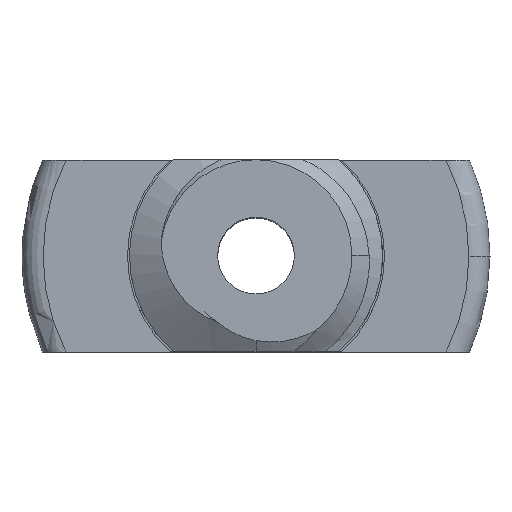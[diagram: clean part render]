
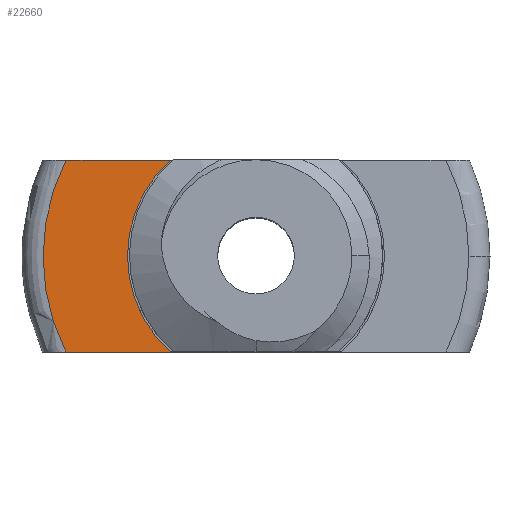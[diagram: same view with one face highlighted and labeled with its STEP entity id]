
A CAD part, top view. The second image highlights one B-rep face of the part: STEP entity #22660.
In plain terms, the highlighted planar face has unit normal (0, 0, 1).
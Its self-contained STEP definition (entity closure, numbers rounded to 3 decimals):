
#5988 = PLANE('',#5989);
#5989 = AXIS2_PLACEMENT_3D('',#5990,#5991,#5992);
#5990 = CARTESIAN_POINT('',(12.5,-2.5,32.665));
#5991 = DIRECTION('',(0.,1.,0.));
#5992 = DIRECTION('',(-1.,0.,0.));
#6777 = PLANE('',#6778);
#6778 = AXIS2_PLACEMENT_3D('',#6779,#6780,#6781);
#6779 = CARTESIAN_POINT('',(-12.5,2.5,32.665));
#6780 = DIRECTION('',(0.,-1.,0.));
#6781 = DIRECTION('',(1.,0.,0.));
#9099 = VERTEX_POINT('',#9100);
#9100 = CARTESIAN_POINT('',(-4.955,-2.5,0.));
#9152 = TOROIDAL_SURFACE('',#9153,5.55,0.55);
#9153 = AXIS2_PLACEMENT_3D('',#9154,#9155,#9156);
#9154 = CARTESIAN_POINT('',(0.,0.,-0.55)
  );
#9155 = DIRECTION('',(0.,0.,1.));
#9156 = DIRECTION('',(1.,0.,0.));
#9183 = EDGE_CURVE('',#9184,#9099,#9186,.T.);
#9184 = VERTEX_POINT('',#9185);
#9185 = CARTESIAN_POINT('',(-2.23,-2.5,0.));
#9186 = SURFACE_CURVE('',#9187,(#9191,#9198),.PCURVE_S1.);
#9187 = LINE('',#9188,#9189);
#9188 = CARTESIAN_POINT('',(6.25,-2.5,0.));
#9189 = VECTOR('',#9190,1.);
#9190 = DIRECTION('',(-1.,0.,0.));
#9191 = PCURVE('',#5988,#9192);
#9192 = DEFINITIONAL_REPRESENTATION('',(#9193),#9197);
#9193 = LINE('',#9194,#9195);
#9194 = CARTESIAN_POINT('',(6.25,-32.665));
#9195 = VECTOR('',#9196,1.);
#9196 = DIRECTION('',(1.,0.));
#9197 = ( GEOMETRIC_REPRESENTATION_CONTEXT(2) 
PARAMETRIC_REPRESENTATION_CONTEXT() REPRESENTATION_CONTEXT('2D SPACE',''
  ) );
#9198 = PCURVE('',#9199,#9204);
#9199 = PLANE('',#9200);
#9200 = AXIS2_PLACEMENT_3D('',#9201,#9202,#9203);
#9201 = CARTESIAN_POINT('',(0.,0.,
    0.));
#9202 = DIRECTION('',(0.,0.,-1.));
#9203 = DIRECTION('',(1.,0.,0.));
#9204 = DEFINITIONAL_REPRESENTATION('',(#9205),#9209);
#9205 = LINE('',#9206,#9207);
#9206 = CARTESIAN_POINT('',(6.25,2.5));
#9207 = VECTOR('',#9208,1.);
#9208 = DIRECTION('',(-1.,0.));
#9209 = ( GEOMETRIC_REPRESENTATION_CONTEXT(2) 
PARAMETRIC_REPRESENTATION_CONTEXT() REPRESENTATION_CONTEXT('2D SPACE',''
  ) );
#9225 = CYLINDRICAL_SURFACE('',#9226,3.35);
#9226 = AXIS2_PLACEMENT_3D('',#9227,#9228,#9229);
#9227 = CARTESIAN_POINT('',(0.,0.,1.8)
  );
#9228 = DIRECTION('',(0.,0.,-1.));
#9229 = DIRECTION('',(1.,0.,0.));
#21786 = VERTEX_POINT('',#21787);
#21787 = CARTESIAN_POINT('',(-2.23,2.5,0.));
#21808 = EDGE_CURVE('',#21809,#21786,#21811,.T.);
#21809 = VERTEX_POINT('',#21810);
#21810 = CARTESIAN_POINT('',(-4.955,2.5,0.));
#21811 = SURFACE_CURVE('',#21812,(#21816,#21823),.PCURVE_S1.);
#21812 = LINE('',#21813,#21814);
#21813 = CARTESIAN_POINT('',(-6.25,2.5,0.));
#21814 = VECTOR('',#21815,1.);
#21815 = DIRECTION('',(1.,0.,0.));
#21816 = PCURVE('',#6777,#21817);
#21817 = DEFINITIONAL_REPRESENTATION('',(#21818),#21822);
#21818 = LINE('',#21819,#21820);
#21819 = CARTESIAN_POINT('',(6.25,-32.665));
#21820 = VECTOR('',#21821,1.);
#21821 = DIRECTION('',(1.,0.));
#21822 = ( GEOMETRIC_REPRESENTATION_CONTEXT(2) 
PARAMETRIC_REPRESENTATION_CONTEXT() REPRESENTATION_CONTEXT('2D SPACE',''
  ) );
#21823 = PCURVE('',#9199,#21824);
#21824 = DEFINITIONAL_REPRESENTATION('',(#21825),#21829);
#21825 = LINE('',#21826,#21827);
#21826 = CARTESIAN_POINT('',(-6.25,-2.5));
#21827 = VECTOR('',#21828,1.);
#21828 = DIRECTION('',(1.,0.));
#21829 = ( GEOMETRIC_REPRESENTATION_CONTEXT(2) 
PARAMETRIC_REPRESENTATION_CONTEXT() REPRESENTATION_CONTEXT('2D SPACE',''
  ) );
#22639 = EDGE_CURVE('',#9184,#21786,#22640,.T.);
#22640 = SURFACE_CURVE('',#22641,(#22646,#22653),.PCURVE_S1.);
#22641 = CIRCLE('',#22642,3.35);
#22642 = AXIS2_PLACEMENT_3D('',#22643,#22644,#22645);
#22643 = CARTESIAN_POINT('',(0.,0.,
    0.));
#22644 = DIRECTION('',(0.,0.,-1.));
#22645 = DIRECTION('',(1.,0.,0.));
#22646 = PCURVE('',#9225,#22647);
#22647 = DEFINITIONAL_REPRESENTATION('',(#22648),#22652);
#22648 = LINE('',#22649,#22650);
#22649 = CARTESIAN_POINT('',(0.,1.8));
#22650 = VECTOR('',#22651,1.);
#22651 = DIRECTION('',(1.,0.));
#22652 = ( GEOMETRIC_REPRESENTATION_CONTEXT(2) 
PARAMETRIC_REPRESENTATION_CONTEXT() REPRESENTATION_CONTEXT('2D SPACE',''
  ) );
#22653 = PCURVE('',#9199,#22654);
#22654 = DEFINITIONAL_REPRESENTATION('',(#22655),#22659);
#22655 = CIRCLE('',#22656,3.35);
#22656 = AXIS2_PLACEMENT_2D('',#22657,#22658);
#22657 = CARTESIAN_POINT('',(0.,0.));
#22658 = DIRECTION('',(1.,0.));
#22659 = ( GEOMETRIC_REPRESENTATION_CONTEXT(2) 
PARAMETRIC_REPRESENTATION_CONTEXT() REPRESENTATION_CONTEXT('2D SPACE',''
  ) );
#22660 = ADVANCED_FACE('',(#22661),#9199,.F.);
#22661 = FACE_BOUND('',#22662,.T.);
#22662 = EDGE_LOOP('',(#22663,#22664,#22665,#22666));
#22663 = ORIENTED_EDGE('',*,*,#9183,.F.);
#22664 = ORIENTED_EDGE('',*,*,#22639,.T.);
#22665 = ORIENTED_EDGE('',*,*,#21808,.F.);
#22666 = ORIENTED_EDGE('',*,*,#22667,.F.);
#22667 = EDGE_CURVE('',#9099,#21809,#22668,.T.);
#22668 = SURFACE_CURVE('',#22669,(#22674,#22681),.PCURVE_S1.);
#22669 = CIRCLE('',#22670,5.55);
#22670 = AXIS2_PLACEMENT_3D('',#22671,#22672,#22673);
#22671 = CARTESIAN_POINT('',(0.,0.,
    0.));
#22672 = DIRECTION('',(0.,0.,-1.));
#22673 = DIRECTION('',(1.,0.,0.));
#22674 = PCURVE('',#9199,#22675);
#22675 = DEFINITIONAL_REPRESENTATION('',(#22676),#22680);
#22676 = CIRCLE('',#22677,5.55);
#22677 = AXIS2_PLACEMENT_2D('',#22678,#22679);
#22678 = CARTESIAN_POINT('',(0.,0.));
#22679 = DIRECTION('',(1.,0.));
#22680 = ( GEOMETRIC_REPRESENTATION_CONTEXT(2) 
PARAMETRIC_REPRESENTATION_CONTEXT() REPRESENTATION_CONTEXT('2D SPACE',''
  ) );
#22681 = PCURVE('',#9152,#22682);
#22682 = DEFINITIONAL_REPRESENTATION('',(#22683),#22687);
#22683 = LINE('',#22684,#22685);
#22684 = CARTESIAN_POINT('',(0.,7.854));
#22685 = VECTOR('',#22686,1.);
#22686 = DIRECTION('',(-1.,0.));
#22687 = ( GEOMETRIC_REPRESENTATION_CONTEXT(2) 
PARAMETRIC_REPRESENTATION_CONTEXT() REPRESENTATION_CONTEXT('2D SPACE',''
  ) );
